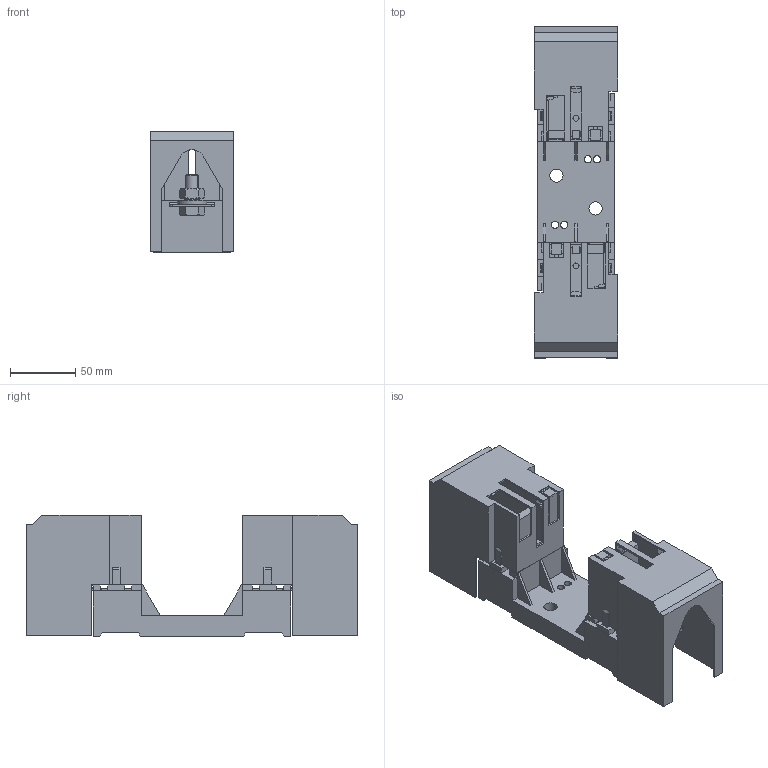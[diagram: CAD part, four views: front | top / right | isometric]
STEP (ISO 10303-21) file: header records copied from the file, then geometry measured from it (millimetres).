
FILE_DESCRIPTION(('CATIA V5 STEP','CAx-IF Rec.Pracs.--- Model Styling and Organization---1.4--- 2014-01-23'),'2;1');
FILE_NAME('U1311301_L_NH-Sicherungsunterteil_U1-1IGZ_H.stp','2021-04-30T10:51:39+00:00',('none'),('none'),'CATIA Version 5-6 Release 2019 SP6','CATIA V5 STEP AP214 v1','none');
FILE_SCHEMA(('AUTOMOTIVE_DESIGN { 1 0 10303 214 1 1 1 1 }'));
Length unit declared in the file: millimetre
Products named in the file (7): U1311301_L NH-Sicherungsunterteil U1-1IGZ/H; 33792_L_Isoliersockel Gr1 und Gr2; 66903_Spannscheibe DIN6796 -10; 65746_Sechskantschraube M10x25; 66113_Sechskantmutter DIN934_M10; 158281_L_Federkontakt Gr.1-U1-1/D11; 33849_L_Kontaktabdeckung Gr1
Assembly tree (11 placements, depth 2):
  U1311301_L NH-Sicherungsunterteil U1-1IGZ/H
    33792_L_Isoliersockel Gr1 und Gr2
    66903_Spannscheibe DIN6796 -10  x2
    65746_Sechskantschraube M10x25  x2
    66113_Sechskantmutter DIN934_M10  x2
    158281_L_Federkontakt Gr.1-U1-1/D11  x2
    33849_L_Kontaktabdeckung Gr1  x2
Bounding box: 63.5 x 253.5 x 92.5 mm (x, y, z)
Volume: 326020.4 mm3; surface area: 156895.4 mm2
Topology: 11 solids, 11 shells, 564 faces, 1628 edges, 1074 vertices
Faces by surface type: plane 450, cylinder 62, cone 48, bspline 4
Entity records: 11430 total; most frequent: CARTESIAN_POINT 2337, ORIENTED_EDGE 2000, DIRECTION 1525, EDGE_CURVE 1000, VECTOR 862, LINE 862, VERTEX_POINT 661, AXIS2_PLACEMENT_3D 377
